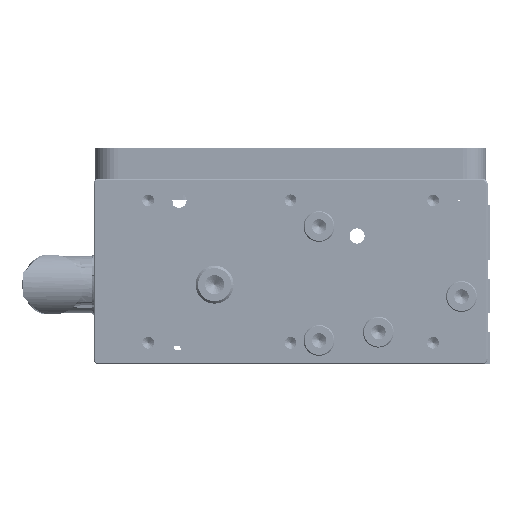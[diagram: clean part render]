
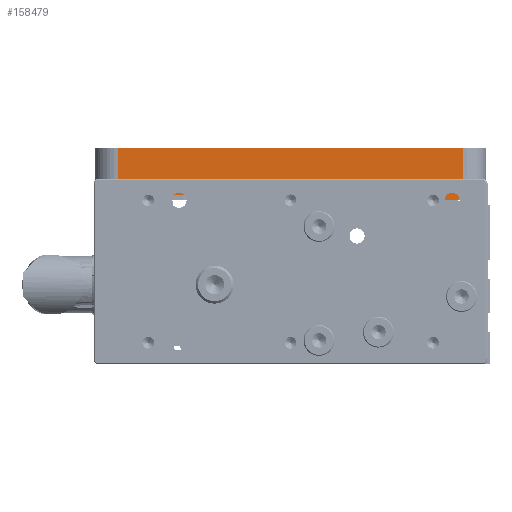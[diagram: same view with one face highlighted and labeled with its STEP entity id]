
A CAD part, left-side view. The second image highlights one B-rep face of the part: STEP entity #158479.
In plain terms, the highlighted planar face has unit normal (-1, 0, 0).
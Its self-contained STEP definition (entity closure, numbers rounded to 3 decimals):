
#1640 = CARTESIAN_POINT ( 'NONE',  ( -100., -49.75, 0. ) ) ;
#2311 = ORIENTED_EDGE ( 'NONE', *, *, #83722, .T. ) ;
#8335 = AXIS2_PLACEMENT_3D ( 'NONE', #121262, #42197, #187799 ) ;
#14870 = VERTEX_POINT ( 'NONE', #156116 ) ;
#16189 = VECTOR ( 'NONE', #42125, 1000. ) ;
#18019 = CARTESIAN_POINT ( 'NONE',  ( -100., -60., 22. ) ) ;
#18125 = EDGE_CURVE ( 'NONE', #151147, #43288, #39470, .T. ) ;
#25595 = CARTESIAN_POINT ( 'NONE',  ( -100., -59., -4. ) ) ;
#29286 = DIRECTION ( 'NONE',  ( 0., -1., 0. ) ) ;
#30094 = LINE ( 'NONE', #188244, #146064 ) ;
#30120 = VECTOR ( 'NONE', #129415, 1000. ) ;
#31946 = VECTOR ( 'NONE', #79381, 1000. ) ;
#34225 = DIRECTION ( 'NONE',  ( 0., -1., 0. ) ) ;
#34817 = EDGE_CURVE ( 'NONE', #111066, #198016, #187078, .T. ) ;
#36762 = DIRECTION ( 'NONE',  ( 1., 0., 0. ) ) ;
#36962 = CARTESIAN_POINT ( 'NONE',  ( -100., 85., 22. ) ) ;
#37458 = EDGE_CURVE ( 'NONE', #161713, #111066, #113831, .T. ) ;
#38920 = EDGE_CURVE ( 'NONE', #161713, #151147, #47083, .T. ) ;
#39470 = CIRCLE ( 'NONE', #56042, 8. ) ;
#41709 = AXIS2_PLACEMENT_3D ( 'NONE', #198928, #36762, #100220 ) ;
#42125 = DIRECTION ( 'NONE',  ( 0., 0., -1. ) ) ;
#42197 = DIRECTION ( 'NONE',  ( 1., 0., 0. ) ) ;
#43288 = VERTEX_POINT ( 'NONE', #1640 ) ;
#43607 = ORIENTED_EDGE ( 'NONE', *, *, #199828, .T. ) ;
#45546 = ORIENTED_EDGE ( 'NONE', *, *, #34817, .F. ) ;
#46517 = VECTOR ( 'NONE', #72694, 1000. ) ;
#46638 = VERTEX_POINT ( 'NONE', #109239 ) ;
#47083 = LINE ( 'NONE', #78356, #31946 ) ;
#47937 = LINE ( 'NONE', #140606, #56055 ) ;
#48036 = EDGE_CURVE ( 'NONE', #62725, #14870, #200304, .T. ) ;
#48507 = ORIENTED_EDGE ( 'NONE', *, *, #92846, .T. ) ;
#49243 = ORIENTED_EDGE ( 'NONE', *, *, #48036, .F. ) ;
#53615 = VERTEX_POINT ( 'NONE', #203314 ) ;
#56042 = AXIS2_PLACEMENT_3D ( 'NONE', #100105, #119583, #179210 ) ;
#56055 = VECTOR ( 'NONE', #29286, 1000. ) ;
#58729 = ORIENTED_EDGE ( 'NONE', *, *, #150677, .T. ) ;
#58731 = VERTEX_POINT ( 'NONE', #168448 ) ;
#61858 = DIRECTION ( 'NONE',  ( 0., 0., 1. ) ) ;
#62719 = ORIENTED_EDGE ( 'NONE', *, *, #138766, .T. ) ;
#62725 = VERTEX_POINT ( 'NONE', #154240 ) ;
#62881 = LINE ( 'NONE', #144047, #199829 ) ;
#62882 = CARTESIAN_POINT ( 'NONE',  ( -100., -23.5, 2.5 ) ) ;
#63932 = EDGE_CURVE ( 'NONE', #46638, #71375, #62881, .T. ) ;
#64828 = VECTOR ( 'NONE', #61858, 1000. ) ;
#64978 = CIRCLE ( 'NONE', #41709, 2. ) ;
#68989 = ORIENTED_EDGE ( 'NONE', *, *, #37458, .F. ) ;
#71375 = VERTEX_POINT ( 'NONE', #18019 ) ;
#72694 = DIRECTION ( 'NONE',  ( 0., 1., 0. ) ) ;
#75432 = CARTESIAN_POINT ( 'NONE',  ( -100., -19.5, 2.5 ) ) ;
#78356 = CARTESIAN_POINT ( 'NONE',  ( -100., 95., 0. ) ) ;
#79381 = DIRECTION ( 'NONE',  ( 0., -1., 0. ) ) ;
#83722 = EDGE_CURVE ( 'NONE', #147689, #113086, #64978, .T. ) ;
#87856 = ORIENTED_EDGE ( 'NONE', *, *, #38920, .T. ) ;
#92846 = EDGE_CURVE ( 'NONE', #62725, #46638, #193936, .T. ) ;
#93359 = CARTESIAN_POINT ( 'NONE',  ( -100., -7., 0. ) ) ;
#98210 = CARTESIAN_POINT ( 'NONE',  ( -100., -59., -4. ) ) ;
#100105 = CARTESIAN_POINT ( 'NONE',  ( -100., -41.75, 0. ) ) ;
#100220 = DIRECTION ( 'NONE',  ( 0., 1., 0. ) ) ;
#100640 = EDGE_LOOP ( 'NONE', ( #200466, #43607, #49243, #48507, #189437, #142502, #157587, #58729, #2311, #62719, #187370, #45546, #68989, #87856 ) ) ;
#104308 = CARTESIAN_POINT ( 'NONE',  ( -100., -5., 2. ) ) ;
#105831 = CARTESIAN_POINT ( 'NONE',  ( -100., -23.5, 2.5 ) ) ;
#106702 = DIRECTION ( 'NONE',  ( 0., 0., 1. ) ) ;
#107973 = CARTESIAN_POINT ( 'NONE',  ( -100., -19.5, 2.5 ) ) ;
#108705 = DIRECTION ( 'NONE',  ( 0., 0., 1. ) ) ;
#109206 = LINE ( 'NONE', #176780, #160113 ) ;
#109239 = CARTESIAN_POINT ( 'NONE',  ( -100., -60., -4. ) ) ;
#111066 = VERTEX_POINT ( 'NONE', #105831 ) ;
#113086 = VERTEX_POINT ( 'NONE', #93359 ) ;
#113831 = LINE ( 'NONE', #62882, #64828 ) ;
#119583 = DIRECTION ( 'NONE',  ( 1., 0., 0. ) ) ;
#121262 = CARTESIAN_POINT ( 'NONE',  ( -100., 95., 22. ) ) ;
#123097 = CARTESIAN_POINT ( 'NONE',  ( -100., -19.5, 2.5 ) ) ;
#126132 = VERTEX_POINT ( 'NONE', #164224 ) ;
#129415 = DIRECTION ( 'NONE',  ( 0., -1., 0. ) ) ;
#130476 = EDGE_CURVE ( 'NONE', #58731, #71375, #109206, .T. ) ;
#135869 = FACE_OUTER_BOUND ( 'NONE', #100640, .T. ) ;
#136713 = EDGE_CURVE ( 'NONE', #198016, #53615, #153440, .T. ) ;
#138766 = EDGE_CURVE ( 'NONE', #113086, #53615, #30094, .T. ) ;
#139362 = DIRECTION ( 'NONE',  ( 0., -1., 0. ) ) ;
#140606 = CARTESIAN_POINT ( 'NONE',  ( -100., -7., 2. ) ) ;
#142502 = ORIENTED_EDGE ( 'NONE', *, *, #130476, .F. ) ;
#144047 = CARTESIAN_POINT ( 'NONE',  ( -100., -60., 22. ) ) ;
#146064 = VECTOR ( 'NONE', #139362, 1000. ) ;
#147689 = VERTEX_POINT ( 'NONE', #104308 ) ;
#150677 = EDGE_CURVE ( 'NONE', #126132, #147689, #47937, .T. ) ;
#151147 = VERTEX_POINT ( 'NONE', #194928 ) ;
#151332 = LINE ( 'NONE', #36962, #166391 ) ;
#152955 = EDGE_CURVE ( 'NONE', #58731, #126132, #151332, .T. ) ;
#153440 = LINE ( 'NONE', #75432, #16189 ) ;
#154240 = CARTESIAN_POINT ( 'NONE',  ( -100., -59., -4. ) ) ;
#156116 = CARTESIAN_POINT ( 'NONE',  ( -100., -59., 0. ) ) ;
#157587 = ORIENTED_EDGE ( 'NONE', *, *, #152955, .T. ) ;
#158479 = ADVANCED_FACE ( 'NONE', ( #135869 ), #200253, .F. ) ;
#160113 = VECTOR ( 'NONE', #34225, 1000. ) ;
#161713 = VERTEX_POINT ( 'NONE', #166787 ) ;
#163925 = DIRECTION ( 'NONE',  ( 0., 0., -1. ) ) ;
#164224 = CARTESIAN_POINT ( 'NONE',  ( -100., 85., 2. ) ) ;
#165655 = VECTOR ( 'NONE', #190963, 1000. ) ;
#166391 = VECTOR ( 'NONE', #163925, 1000. ) ;
#166787 = CARTESIAN_POINT ( 'NONE',  ( -100., -23.5, 0. ) ) ;
#168448 = CARTESIAN_POINT ( 'NONE',  ( -100., 85., 22. ) ) ;
#176780 = CARTESIAN_POINT ( 'NONE',  ( -100., 95., 22. ) ) ;
#179210 = DIRECTION ( 'NONE',  ( 0., 1., 0. ) ) ;
#187078 = LINE ( 'NONE', #107973, #46517 ) ;
#187370 = ORIENTED_EDGE ( 'NONE', *, *, #136713, .F. ) ;
#187799 = DIRECTION ( 'NONE',  ( 0., 1., 0. ) ) ;
#188244 = CARTESIAN_POINT ( 'NONE',  ( -100., 95., 0. ) ) ;
#189437 = ORIENTED_EDGE ( 'NONE', *, *, #63932, .T. ) ;
#189954 = LINE ( 'NONE', #202406, #165655 ) ;
#190963 = DIRECTION ( 'NONE',  ( 0., -1., 0. ) ) ;
#193936 = LINE ( 'NONE', #98210, #30120 ) ;
#194928 = CARTESIAN_POINT ( 'NONE',  ( -100., -33.75, 0. ) ) ;
#196531 = VECTOR ( 'NONE', #106702, 1000. ) ;
#198016 = VERTEX_POINT ( 'NONE', #123097 ) ;
#198928 = CARTESIAN_POINT ( 'NONE',  ( -100., -5., 0. ) ) ;
#199828 = EDGE_CURVE ( 'NONE', #43288, #14870, #189954, .T. ) ;
#199829 = VECTOR ( 'NONE', #108705, 1000. ) ;
#200253 = PLANE ( 'NONE',  #8335 ) ;
#200304 = LINE ( 'NONE', #25595, #196531 ) ;
#200466 = ORIENTED_EDGE ( 'NONE', *, *, #18125, .T. ) ;
#202406 = CARTESIAN_POINT ( 'NONE',  ( -100., 95., 0. ) ) ;
#203314 = CARTESIAN_POINT ( 'NONE',  ( -100., -19.5, 0. ) ) ;
